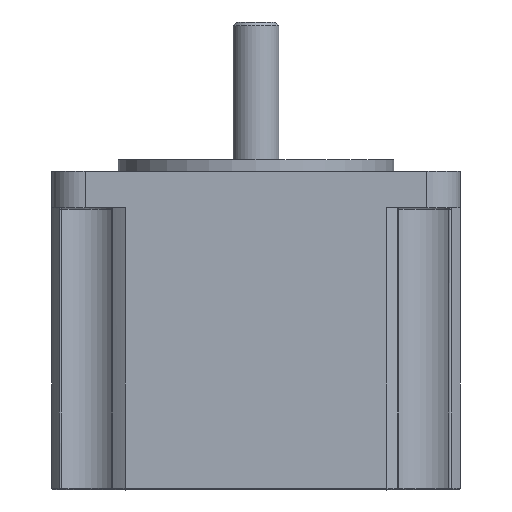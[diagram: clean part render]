
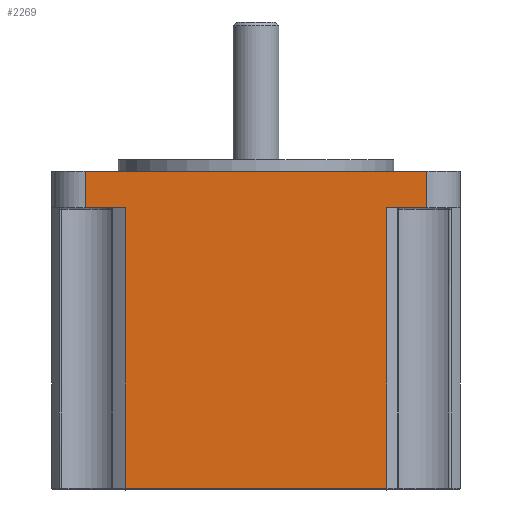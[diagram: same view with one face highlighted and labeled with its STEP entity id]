
A CAD part, front view. The second image highlights one B-rep face of the part: STEP entity #2269.
In plain terms, the highlighted planar face has unit normal (0, -1, 0).
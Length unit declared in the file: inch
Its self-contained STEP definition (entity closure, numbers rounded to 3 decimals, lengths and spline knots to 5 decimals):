
#24 = LINE ( 'NONE', #6067, #3592 ) ;
#267 = ORIENTED_EDGE ( 'NONE', *, *, #1428, .T. ) ;
#427 = FACE_OUTER_BOUND ( 'NONE', #1132, .T. ) ;
#592 = VECTOR ( 'NONE', #645, 39.37008 ) ;
#603 = CARTESIAN_POINT ( 'NONE',  ( -0.92913, -1.11024, -0.86122 ) ) ;
#636 = LINE ( 'NONE', #603, #5318 ) ;
#645 = DIRECTION ( 'NONE',  ( 0., 0., 1. ) ) ;
#917 = DIRECTION ( 'NONE',  ( 1., 0., 0. ) ) ;
#1132 = EDGE_LOOP ( 'NONE', ( #3093, #1842, #1220, #267, #3438, #2328, #5885, #4938 ) ) ;
#1220 = ORIENTED_EDGE ( 'NONE', *, *, #4700, .T. ) ;
#1428 = EDGE_CURVE ( 'NONE', #3780, #3884, #5769, .T. ) ;
#1469 = EDGE_CURVE ( 'NONE', #2888, #6512, #24, .T. ) ;
#1578 = CARTESIAN_POINT ( 'NONE',  ( -0.71195, -1.11024, -0.19685 ) ) ;
#1640 = VERTEX_POINT ( 'NONE', #3895 ) ;
#1690 = DIRECTION ( 'NONE',  ( 0., 0., -1. ) ) ;
#1710 = DIRECTION ( 'NONE',  ( -1., 0., 0. ) ) ;
#1815 = EDGE_CURVE ( 'NONE', #6570, #1640, #3930, .T. ) ;
#1825 = CARTESIAN_POINT ( 'NONE',  ( 0.71195, -1.11024, -0.19685 ) ) ;
#1836 = VECTOR ( 'NONE', #2300, 39.37008 ) ;
#1842 = ORIENTED_EDGE ( 'NONE', *, *, #2186, .T. ) ;
#1976 = LINE ( 'NONE', #5546, #3057 ) ;
#2088 = LINE ( 'NONE', #5363, #1836 ) ;
#2159 = VERTEX_POINT ( 'NONE', #2166 ) ;
#2166 = CARTESIAN_POINT ( 'NONE',  ( -0.71195, -1.11024, -1.72244 ) ) ;
#2186 = EDGE_CURVE ( 'NONE', #6512, #2159, #2088, .T. ) ;
#2269 = ADVANCED_FACE ( 'NONE', ( #427 ), #5911, .T. ) ;
#2300 = DIRECTION ( 'NONE',  ( 0., 0., -1. ) ) ;
#2309 = AXIS2_PLACEMENT_3D ( 'NONE', #3372, #4404, #1710 ) ;
#2311 = CARTESIAN_POINT ( 'NONE',  ( -0.92913, -1.11024, 0. ) ) ;
#2328 = ORIENTED_EDGE ( 'NONE', *, *, #1815, .F. ) ;
#2888 = VERTEX_POINT ( 'NONE', #6461 ) ;
#3049 = DIRECTION ( 'NONE',  ( 1., 0., 0. ) ) ;
#3057 = VECTOR ( 'NONE', #6619, 39.37008 ) ;
#3093 = ORIENTED_EDGE ( 'NONE', *, *, #1469, .T. ) ;
#3238 = VECTOR ( 'NONE', #3049, 39.37008 ) ;
#3372 = CARTESIAN_POINT ( 'NONE',  ( 0.92913, -1.11024, 0. ) ) ;
#3395 = EDGE_CURVE ( 'NONE', #3768, #6570, #6245, .T. ) ;
#3438 = ORIENTED_EDGE ( 'NONE', *, *, #4177, .T. ) ;
#3575 = VECTOR ( 'NONE', #917, 39.37008 ) ;
#3592 = VECTOR ( 'NONE', #6004, 39.37008 ) ;
#3768 = VERTEX_POINT ( 'NONE', #2311 ) ;
#3780 = VERTEX_POINT ( 'NONE', #6020 ) ;
#3833 = CARTESIAN_POINT ( 'NONE',  ( 0.71195, -1.11024, -0.86122 ) ) ;
#3884 = VERTEX_POINT ( 'NONE', #1825 ) ;
#3895 = CARTESIAN_POINT ( 'NONE',  ( 0.92913, -1.11024, -0.19685 ) ) ;
#3930 = LINE ( 'NONE', #4529, #5521 ) ;
#4103 = DIRECTION ( 'NONE',  ( 0., 0., -1. ) ) ;
#4177 = EDGE_CURVE ( 'NONE', #3884, #1640, #6579, .T. ) ;
#4404 = DIRECTION ( 'NONE',  ( 0., -1., 0. ) ) ;
#4529 = CARTESIAN_POINT ( 'NONE',  ( 0.92913, -1.11024, -0.09843 ) ) ;
#4700 = EDGE_CURVE ( 'NONE', #2159, #3780, #1976, .T. ) ;
#4938 = ORIENTED_EDGE ( 'NONE', *, *, #6801, .T. ) ;
#5154 = CARTESIAN_POINT ( 'NONE',  ( 0., -1.11024, 0. ) ) ;
#5318 = VECTOR ( 'NONE', #1690, 39.37008 ) ;
#5363 = CARTESIAN_POINT ( 'NONE',  ( -0.71195, -1.11024, -0.86122 ) ) ;
#5521 = VECTOR ( 'NONE', #4103, 39.37008 ) ;
#5546 = CARTESIAN_POINT ( 'NONE',  ( 0., -1.11024, -1.72244 ) ) ;
#5769 = LINE ( 'NONE', #3833, #592 ) ;
#5885 = ORIENTED_EDGE ( 'NONE', *, *, #3395, .F. ) ;
#5911 = PLANE ( 'NONE',  #2309 ) ;
#6004 = DIRECTION ( 'NONE',  ( 1., 0., 0. ) ) ;
#6020 = CARTESIAN_POINT ( 'NONE',  ( 0.71195, -1.11024, -1.72244 ) ) ;
#6067 = CARTESIAN_POINT ( 'NONE',  ( 0., -1.11024, -0.19685 ) ) ;
#6245 = LINE ( 'NONE', #5154, #3575 ) ;
#6280 = CARTESIAN_POINT ( 'NONE',  ( 0.92913, -1.11024, 0. ) ) ;
#6461 = CARTESIAN_POINT ( 'NONE',  ( -0.92913, -1.11024, -0.19685 ) ) ;
#6512 = VERTEX_POINT ( 'NONE', #1578 ) ;
#6570 = VERTEX_POINT ( 'NONE', #6280 ) ;
#6579 = LINE ( 'NONE', #6788, #3238 ) ;
#6619 = DIRECTION ( 'NONE',  ( 1., 0., 0. ) ) ;
#6788 = CARTESIAN_POINT ( 'NONE',  ( 0., -1.11024, -0.19685 ) ) ;
#6801 = EDGE_CURVE ( 'NONE', #3768, #2888, #636, .T. ) ;
